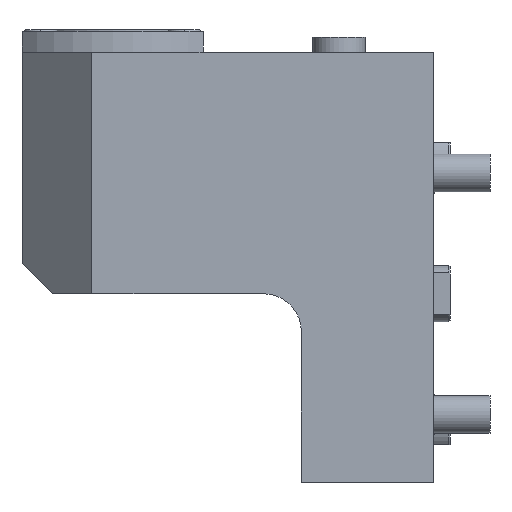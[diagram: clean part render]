
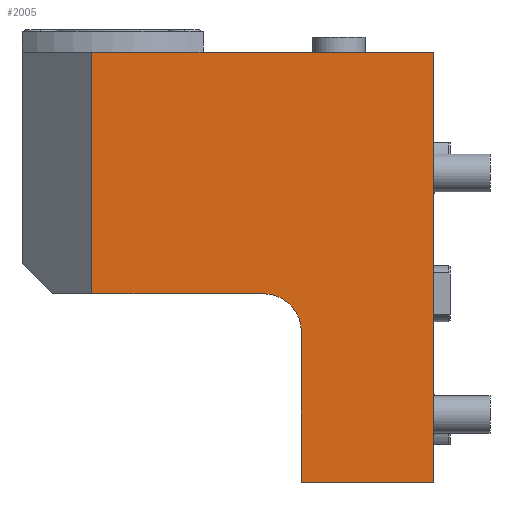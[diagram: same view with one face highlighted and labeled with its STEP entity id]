
A CAD part, front view. The second image highlights one B-rep face of the part: STEP entity #2005.
In plain terms, the highlighted planar face has unit normal (0, -1, 0).
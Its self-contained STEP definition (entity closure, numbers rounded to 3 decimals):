
#5=DIRECTION('',(1.,0.,0.));
#6=VECTOR('',#5,35.);
#7=CARTESIAN_POINT('',(-35.,-42.5,-50.));
#8=LINE('',#7,#6);
#21=CARTESIAN_POINT('',(-45.,-42.5,-10.));
#22=DIRECTION('',(0.,1.,0.));
#23=DIRECTION('',(0.,0.,1.));
#24=AXIS2_PLACEMENT_3D('',#21,#22,#23);
#51=DIRECTION('',(0.,0.,1.));
#52=VECTOR('',#51,114.);
#53=CARTESIAN_POINT('',(0.,-42.5,-50.));
#54=LINE('',#53,#52);
#187=DIRECTION('',(0.,0.,1.));
#188=VECTOR('',#187,40.);
#189=CARTESIAN_POINT('',(-35.,-42.5,-50.));
#190=LINE('',#189,#188);
#191=DIRECTION('',(1.,0.,0.));
#192=VECTOR('',#191,45.5);
#193=CARTESIAN_POINT('',(-90.5,-42.5,0.));
#194=LINE('',#193,#192);
#195=DIRECTION('',(0.,0.,1.));
#196=VECTOR('',#195,64.);
#197=CARTESIAN_POINT('',(-90.5,-42.5,0.));
#198=LINE('',#197,#196);
#248=DIRECTION('',(1.,0.,0.));
#249=VECTOR('',#248,90.5);
#250=CARTESIAN_POINT('',(-90.5,-42.5,64.));
#251=LINE('',#250,#249);
#1431=CARTESIAN_POINT('',(0.,-42.5,-50.));
#1433=VERTEX_POINT('',#1431);
#1435=CARTESIAN_POINT('',(0.,-42.5,64.));
#1437=VERTEX_POINT('',#1435);
#1444=CARTESIAN_POINT('',(-90.5,-42.5,64.));
#1446=VERTEX_POINT('',#1444);
#1447=CARTESIAN_POINT('',(-35.,-42.5,-50.));
#1449=VERTEX_POINT('',#1447);
#1453=CARTESIAN_POINT('',(-90.5,-42.5,0.));
#1454=VERTEX_POINT('',#1453);
#1463=CARTESIAN_POINT('',(-45.,-42.5,0.));
#1465=VERTEX_POINT('',#1463);
#1467=CARTESIAN_POINT('',(-35.,-42.5,-10.));
#1469=VERTEX_POINT('',#1467);
#1989=CARTESIAN_POINT('',(-90.5,-42.5,-50.));
#1990=DIRECTION('',(0.,-1.,0.));
#1991=DIRECTION('',(1.,0.,0.));
#1992=AXIS2_PLACEMENT_3D('',#1989,#1990,#1991);
#1993=PLANE('',#1992);
#1994=ORIENTED_EDGE('',*,*,#1839,.T.);
#1995=ORIENTED_EDGE('',*,*,#1854,.F.);
#1996=ORIENTED_EDGE('',*,*,#1876,.F.);
#1998=ORIENTED_EDGE('',*,*,#1997,.T.);
#2000=ORIENTED_EDGE('',*,*,#1999,.T.);
#2001=ORIENTED_EDGE('',*,*,#1905,.F.);
#2002=ORIENTED_EDGE('',*,*,#1823,.F.);
#2003=EDGE_LOOP('',(#1994,#1995,#1996,#1998,#2000,#2001,#2002));
#2004=FACE_OUTER_BOUND('',#2003,.F.);
#2005=ADVANCED_FACE('',(#2004),#1993,.T.);
#25=CIRCLE('',#24,10.);
#1823=EDGE_CURVE('',#1449,#1433,#8,.T.);
#1839=EDGE_CURVE('',#1449,#1469,#190,.T.);
#1854=EDGE_CURVE('',#1465,#1469,#25,.T.);
#1876=EDGE_CURVE('',#1454,#1465,#194,.T.);
#1905=EDGE_CURVE('',#1433,#1437,#54,.T.);
#1997=EDGE_CURVE('',#1454,#1446,#198,.T.);
#1999=EDGE_CURVE('',#1446,#1437,#251,.T.);
